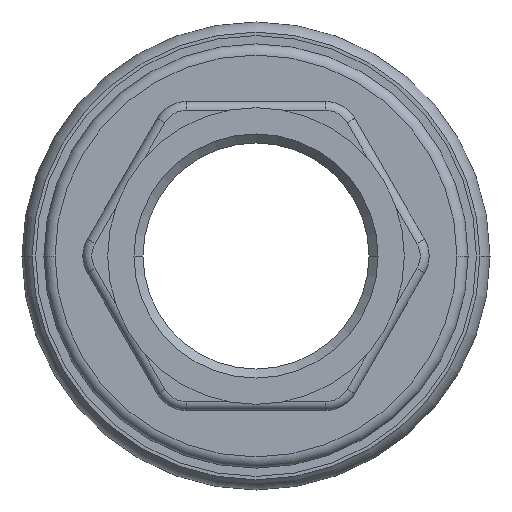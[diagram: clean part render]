
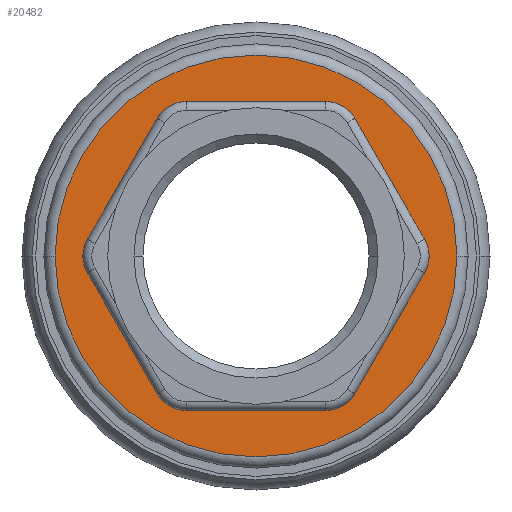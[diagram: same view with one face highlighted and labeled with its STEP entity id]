
A CAD part, front view. The second image highlights one B-rep face of the part: STEP entity #20482.
In plain terms, the highlighted planar face has unit normal (0, -1, 0).
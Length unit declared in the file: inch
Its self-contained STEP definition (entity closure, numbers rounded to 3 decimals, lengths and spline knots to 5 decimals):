
#18983=CARTESIAN_POINT('',(0.,-1.681,0.));
#18984=DIRECTION('',(0.,-1.,0.));
#18985=DIRECTION('',(-1.,0.,0.));
#18986=AXIS2_PLACEMENT_3D('',#18983,#18984,#18985);
#18988=CARTESIAN_POINT('',(0.,-1.681,0.));
#18989=DIRECTION('',(0.,1.,0.));
#18990=DIRECTION('',(-1.,0.,0.));
#18991=AXIS2_PLACEMENT_3D('',#18988,#18989,#18990);
#18993=DIRECTION('',(-1.,0.,0.));
#18994=VECTOR('',#18993,0.62354);
#18995=CARTESIAN_POINT('',(0.31177,-1.681,0.69));
#18996=LINE('',#18995,#18994);
#18997=DIRECTION('',(-0.5,0.,-0.866));
#18998=VECTOR('',#18997,0.62354);
#18999=CARTESIAN_POINT('',(-0.44167,-1.681,0.615));
#19000=LINE('',#18999,#18998);
#19001=DIRECTION('',(0.5,0.,-0.866));
#19002=VECTOR('',#19001,0.62354);
#19003=CARTESIAN_POINT('',(-0.75344,-1.681,-0.075));
#19004=LINE('',#19003,#19002);
#19005=DIRECTION('',(1.,0.,0.));
#19006=VECTOR('',#19005,0.62354);
#19007=CARTESIAN_POINT('',(-0.31177,-1.681,-0.69));
#19008=LINE('',#19007,#19006);
#19009=DIRECTION('',(0.5,0.,0.866));
#19010=VECTOR('',#19009,0.62354);
#19011=CARTESIAN_POINT('',(0.44167,-1.681,-0.615));
#19012=LINE('',#19011,#19010);
#19013=DIRECTION('',(-0.5,0.,0.866));
#19014=VECTOR('',#19013,0.62354);
#19015=CARTESIAN_POINT('',(0.75344,-1.681,0.075));
#19016=LINE('',#19015,#19014);
#19228=CARTESIAN_POINT('',(0.31177,-1.681,0.54));
#19229=DIRECTION('',(0.,1.,0.));
#19230=DIRECTION('',(0.,0.,1.));
#19231=AXIS2_PLACEMENT_3D('',#19228,#19229,#19230);
#19241=CARTESIAN_POINT('',(0.62354,-1.681,0.));
#19242=DIRECTION('',(0.,1.,0.));
#19243=DIRECTION('',(0.866,0.,0.5));
#19244=AXIS2_PLACEMENT_3D('',#19241,#19242,#19243);
#19254=CARTESIAN_POINT('',(0.31177,-1.681,-0.54));
#19255=DIRECTION('',(0.,1.,0.));
#19256=DIRECTION('',(0.866,0.,-0.5));
#19257=AXIS2_PLACEMENT_3D('',#19254,#19255,#19256);
#19267=CARTESIAN_POINT('',(-0.31177,-1.681,-0.54));
#19268=DIRECTION('',(0.,1.,0.));
#19269=DIRECTION('',(0.,0.,-1.));
#19270=AXIS2_PLACEMENT_3D('',#19267,#19268,#19269);
#19280=CARTESIAN_POINT('',(-0.62354,-1.681,0.));
#19281=DIRECTION('',(0.,1.,0.));
#19282=DIRECTION('',(-0.866,0.,-0.5));
#19283=AXIS2_PLACEMENT_3D('',#19280,#19281,#19282);
#19293=CARTESIAN_POINT('',(-0.31177,-1.681,0.54));
#19294=DIRECTION('',(0.,1.,0.));
#19295=DIRECTION('',(-0.866,0.,0.5));
#19296=AXIS2_PLACEMENT_3D('',#19293,#19294,#19295);
#20270=CARTESIAN_POINT('',(-0.8975,-1.681,0.));
#20271=VERTEX_POINT('',#20270);
#20276=CARTESIAN_POINT('',(0.8975,-1.681,0.));
#20277=VERTEX_POINT('',#20276);
#20278=CARTESIAN_POINT('',(0.75344,-1.681,0.075));
#20279=CARTESIAN_POINT('',(0.44167,-1.681,0.615));
#20280=VERTEX_POINT('',#20278);
#20281=VERTEX_POINT('',#20279);
#20282=CARTESIAN_POINT('',(0.31177,-1.681,0.69));
#20283=CARTESIAN_POINT('',(-0.31177,-1.681,0.69));
#20284=VERTEX_POINT('',#20282);
#20285=VERTEX_POINT('',#20283);
#20286=CARTESIAN_POINT('',(-0.44167,-1.681,0.615));
#20287=CARTESIAN_POINT('',(-0.75344,-1.681,0.075));
#20288=VERTEX_POINT('',#20286);
#20289=VERTEX_POINT('',#20287);
#20290=CARTESIAN_POINT('',(-0.75344,-1.681,-0.075));
#20291=CARTESIAN_POINT('',(-0.44167,-1.681,-0.615));
#20292=VERTEX_POINT('',#20290);
#20293=VERTEX_POINT('',#20291);
#20294=CARTESIAN_POINT('',(-0.31177,-1.681,-0.69));
#20295=CARTESIAN_POINT('',(0.31177,-1.681,-0.69));
#20296=VERTEX_POINT('',#20294);
#20297=VERTEX_POINT('',#20295);
#20298=CARTESIAN_POINT('',(0.44167,-1.681,-0.615));
#20299=CARTESIAN_POINT('',(0.75344,-1.681,-0.075));
#20300=VERTEX_POINT('',#20298);
#20301=VERTEX_POINT('',#20299);
#20447=CARTESIAN_POINT('',(0.,-1.681,0.));
#20448=DIRECTION('',(0.,1.,0.));
#20449=DIRECTION('',(1.,0.,0.));
#20450=AXIS2_PLACEMENT_3D('',#20447,#20448,#20449);
#20451=PLANE('',#20450);
#20452=ORIENTED_EDGE('',*,*,#20426,.F.);
#20453=ORIENTED_EDGE('',*,*,#20442,.T.);
#20454=EDGE_LOOP('',(#20452,#20453));
#20455=FACE_OUTER_BOUND('',#20454,.F.);
#20457=ORIENTED_EDGE('',*,*,#20456,.T.);
#20459=ORIENTED_EDGE('',*,*,#20458,.F.);
#20461=ORIENTED_EDGE('',*,*,#20460,.T.);
#20463=ORIENTED_EDGE('',*,*,#20462,.F.);
#20465=ORIENTED_EDGE('',*,*,#20464,.T.);
#20467=ORIENTED_EDGE('',*,*,#20466,.F.);
#20469=ORIENTED_EDGE('',*,*,#20468,.T.);
#20471=ORIENTED_EDGE('',*,*,#20470,.F.);
#20473=ORIENTED_EDGE('',*,*,#20472,.T.);
#20475=ORIENTED_EDGE('',*,*,#20474,.F.);
#20477=ORIENTED_EDGE('',*,*,#20476,.T.);
#20479=ORIENTED_EDGE('',*,*,#20478,.F.);
#20480=EDGE_LOOP('',(#20457,#20459,#20461,#20463,#20465,#20467,#20469,#20471,
#20473,#20475,#20477,#20479));
#20481=FACE_BOUND('',#20480,.F.);
#20482=ADVANCED_FACE('',(#20455,#20481),#20451,.F.);
#18987=CIRCLE('',#18986,0.8975);
#18992=CIRCLE('',#18991,0.8975);
#19232=CIRCLE('',#19231,0.15);
#19245=CIRCLE('',#19244,0.15);
#19258=CIRCLE('',#19257,0.15);
#19271=CIRCLE('',#19270,0.15);
#19284=CIRCLE('',#19283,0.15);
#19297=CIRCLE('',#19296,0.15);
#20426=EDGE_CURVE('',#20271,#20277,#18987,.T.);
#20442=EDGE_CURVE('',#20271,#20277,#18992,.T.);
#20456=EDGE_CURVE('',#20284,#20285,#18996,.T.);
#20458=EDGE_CURVE('',#20288,#20285,#19297,.T.);
#20460=EDGE_CURVE('',#20288,#20289,#19000,.T.);
#20462=EDGE_CURVE('',#20292,#20289,#19284,.T.);
#20464=EDGE_CURVE('',#20292,#20293,#19004,.T.);
#20466=EDGE_CURVE('',#20296,#20293,#19271,.T.);
#20468=EDGE_CURVE('',#20296,#20297,#19008,.T.);
#20470=EDGE_CURVE('',#20300,#20297,#19258,.T.);
#20472=EDGE_CURVE('',#20300,#20301,#19012,.T.);
#20474=EDGE_CURVE('',#20280,#20301,#19245,.T.);
#20476=EDGE_CURVE('',#20280,#20281,#19016,.T.);
#20478=EDGE_CURVE('',#20284,#20281,#19232,.T.);
